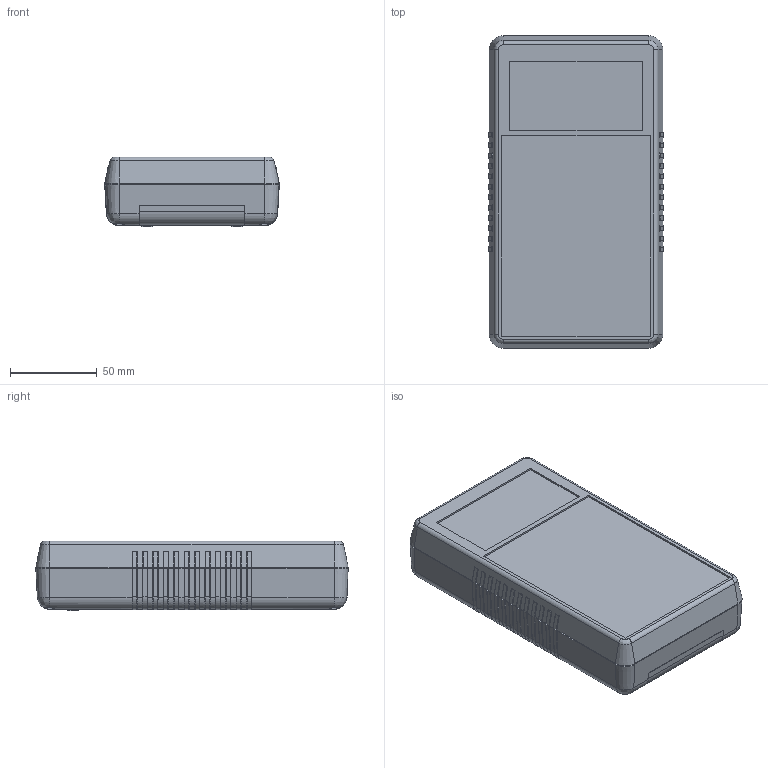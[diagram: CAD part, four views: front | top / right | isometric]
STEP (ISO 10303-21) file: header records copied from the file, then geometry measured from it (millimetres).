
FILE_DESCRIPTION (( 'STEP AP214' ), '1' );
FILE_NAME ('G968G(S) G968B(S).STEP', '2013-06-06T05:44:59', ( 'NEF User' ), ( 'NEF User' ), 'SwSTEP 2.0', 'SolidWorks 2012', '' );
FILE_SCHEMA (( 'AUTOMOTIVE_DESIGN' ));
Length unit declared in the file: millimetre
Products named in the file (1): G968G(S) G968B(S)
Bounding box: 100.61 x 180 x 40.2 mm (x, y, z)
Volume: 156357.7 mm3; surface area: 127652 mm2
Topology: 5 solids, 5 shells, 1066 faces, 2844 edges, 1831 vertices
Faces by surface type: plane 481, cylinder 430, bspline 79, cone 76
Entity records: 42377 total; most frequent: CARTESIAN_POINT 16871, ORIENTED_EDGE 5688, DIRECTION 4818, EDGE_CURVE 2844, VERTEX_POINT 1831, LINE 1686, VECTOR 1686, AXIS2_PLACEMENT_3D 1566
